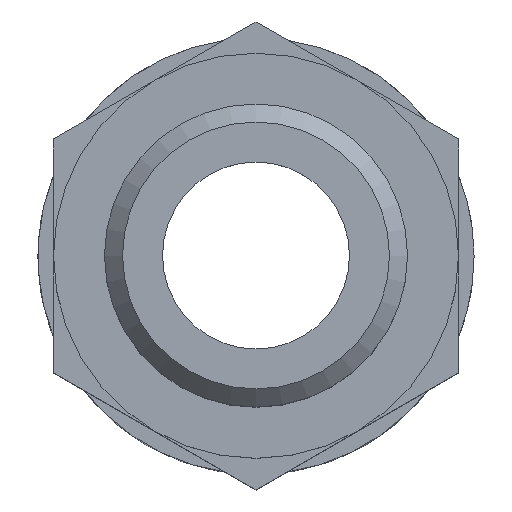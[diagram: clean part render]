
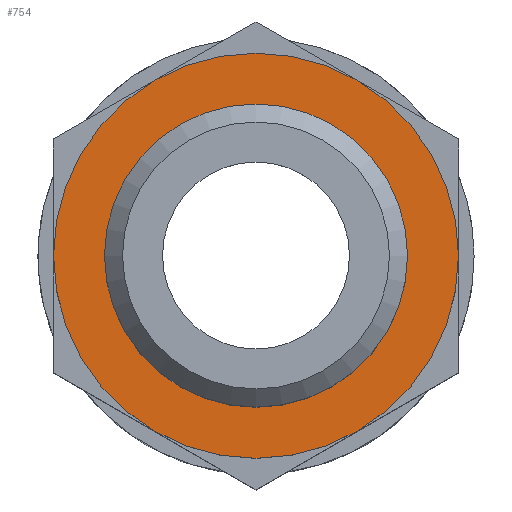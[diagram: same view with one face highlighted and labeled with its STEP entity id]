
A CAD part, top view. The second image highlights one B-rep face of the part: STEP entity #754.
In plain terms, the highlighted planar face has unit normal (0, 0, 1).
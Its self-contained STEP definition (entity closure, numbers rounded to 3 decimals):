
#127=PLANE('',#846);
#271=ORIENTED_EDGE('',*,*,#424,.F.);
#272=ORIENTED_EDGE('',*,*,#425,.T.);
#424=EDGE_CURVE('',#506,#506,#552,.T.);
#425=EDGE_CURVE('',#507,#507,#553,.T.);
#506=VERTEX_POINT('',#1287);
#507=VERTEX_POINT('',#1290);
#552=CIRCLE('',#845,4.864);
#553=CIRCLE('',#847,6.5);
#610=EDGE_LOOP('',(#271));
#611=EDGE_LOOP('',(#272));
#682=FACE_BOUND('',#610,.T.);
#683=FACE_BOUND('',#611,.T.);
#754=ADVANCED_FACE('',(#682,#683),#127,.F.);
#845=AXIS2_PLACEMENT_3D('',#1286,#1019,#1020);
#846=AXIS2_PLACEMENT_3D('',#1288,#1021,#1022);
#847=AXIS2_PLACEMENT_3D('',#1289,#1023,#1024);
#1019=DIRECTION('',(0.,0.,1.));
#1020=DIRECTION('',(1.,0.,0.));
#1021=DIRECTION('',(0.,0.,-1.));
#1022=DIRECTION('',(-1.,0.,0.));
#1023=DIRECTION('',(0.,0.,1.));
#1024=DIRECTION('',(1.,0.,0.));
#1286=CARTESIAN_POINT('',(0.,0.,0.));
#1287=CARTESIAN_POINT('',(4.864,0.,0.));
#1288=CARTESIAN_POINT('',(6.5,0.,0.));
#1289=CARTESIAN_POINT('',(0.,0.,0.));
#1290=CARTESIAN_POINT('',(6.5,0.,0.));
